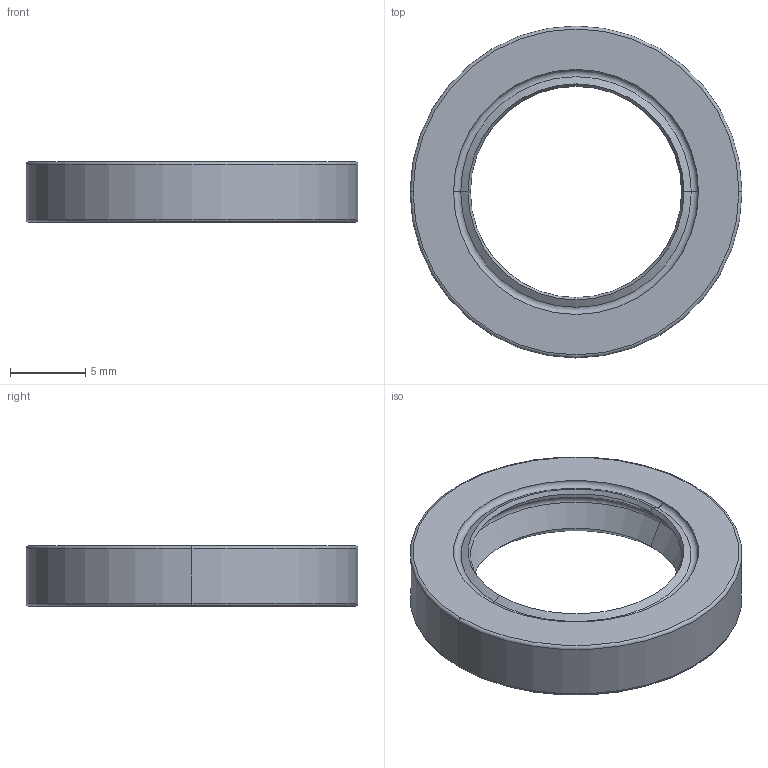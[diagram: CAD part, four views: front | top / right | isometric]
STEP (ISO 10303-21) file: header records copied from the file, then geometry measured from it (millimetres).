
FILE_DESCRIPTION (( 'STEP AP214' ), '1' );
FILE_NAME ('Seal AOP.STEP', '2018-04-07T07:39:29', ( '' ), ( '' ), 'SwSTEP 2.0', 'SolidWorks 2017', '' );
FILE_SCHEMA (( 'AUTOMOTIVE_DESIGN' ));
Length unit declared in the file: millimetre
Products named in the file (1): Seal AOP
Bounding box: 22 x 22 x 4 mm (x, y, z)
Volume: 524.7 mm3; surface area: 1229.9 mm2
Topology: 1 solids, 1 shells, 40 faces, 80 edges, 44 vertices
Faces by surface type: torus 20, cone 14, plane 4, cylinder 2
Entity records: 1082 total; most frequent: DIRECTION 226, CARTESIAN_POINT 165, ORIENTED_EDGE 160, AXIS2_PLACEMENT_3D 105, EDGE_CURVE 80, CIRCLE 64, EDGE_LOOP 44, VERTEX_POINT 44
